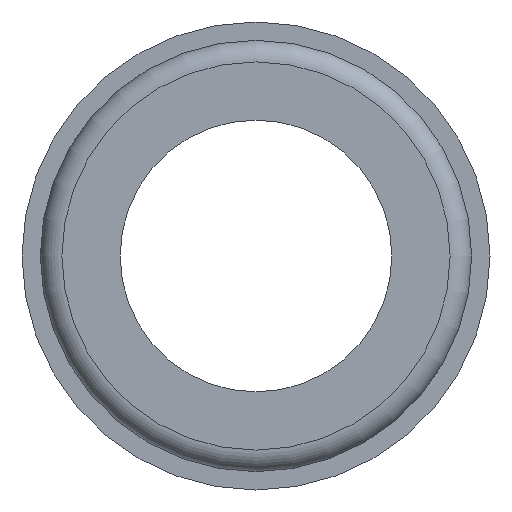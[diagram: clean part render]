
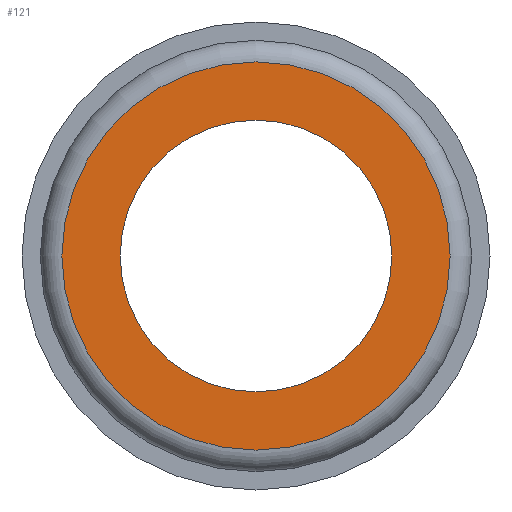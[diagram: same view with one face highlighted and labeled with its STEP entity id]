
A CAD part, front view. The second image highlights one B-rep face of the part: STEP entity #121.
In plain terms, the highlighted planar face has unit normal (0, -1, 0).
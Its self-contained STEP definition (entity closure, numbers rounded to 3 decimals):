
#22=PLANE('',#146);
#28=ORIENTED_EDGE('',*,*,#48,.T.);
#29=ORIENTED_EDGE('',*,*,#49,.F.);
#48=EDGE_CURVE('',#58,#58,#68,.F.);
#49=EDGE_CURVE('',#59,#59,#69,.T.);
#58=VERTEX_POINT('',#213);
#59=VERTEX_POINT('',#215);
#68=CIRCLE('',#147,4.5);
#69=CIRCLE('',#148,3.15);
#78=EDGE_LOOP('',(#28));
#79=EDGE_LOOP('',(#29));
#98=FACE_BOUND('',#78,.T.);
#99=FACE_BOUND('',#79,.T.);
#121=ADVANCED_FACE('',(#98,#99),#22,.F.);
#146=AXIS2_PLACEMENT_3D('',#211,#171,#172);
#147=AXIS2_PLACEMENT_3D('',#212,#173,#174);
#148=AXIS2_PLACEMENT_3D('',#214,#175,#176);
#171=DIRECTION('',(0.,1.,0.));
#172=DIRECTION('',(0.,0.,1.));
#173=DIRECTION('',(0.,1.,0.));
#174=DIRECTION('',(0.,0.,1.));
#175=DIRECTION('',(0.,-1.,0.));
#176=DIRECTION('',(-1.,0.,0.));
#211=CARTESIAN_POINT('',(0.,0.,0.));
#212=CARTESIAN_POINT('',(0.,0.,0.));
#213=CARTESIAN_POINT('',(0.,0.,4.5));
#214=CARTESIAN_POINT('',(0.,0.,0.));
#215=CARTESIAN_POINT('',(-3.15,0.,0.));
